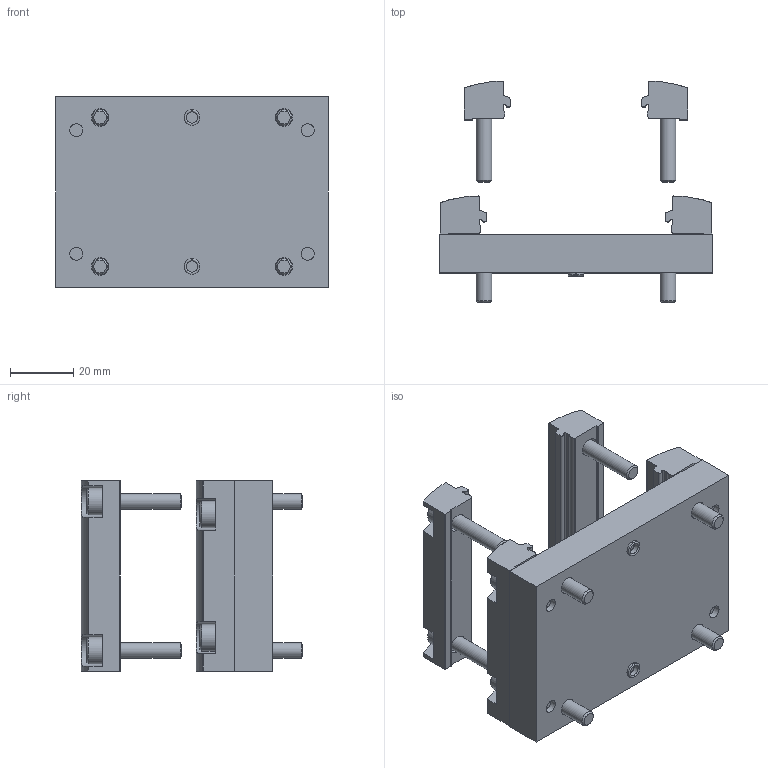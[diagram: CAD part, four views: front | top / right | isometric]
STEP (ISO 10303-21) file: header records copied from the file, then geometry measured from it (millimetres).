
FILE_DESCRIPTION(/* description */ ('STEP AP214'),/* implementation_level */ '2;1');
FILE_NAME(/* name */ '8066715_EHAA-D-L2-60-L2-60',/* time_stamp */ '2024-08-27T14:52:40+02:00',/* author */ ('License CC BY-ND 4.0'),/* organization */ ('CADENAS'),/* preprocessor_version */ 'ST-DEVELOPER v19.3',/* originating_system */ 'PARTsolutions',/* authorisation */ ' ');
FILE_SCHEMA (('AUTOMOTIVE_DESIGN {1 0 10303 214 3 1 1}'));
Length unit declared in the file: millimetre
Products named in the file (7): 8066715 EHAA-D-L2-60-L2-60; 5269119 EHAA-D-L2-60-L2-60---(p); 5066695 EHAA-D-L2-60-L2-60---(c); DIN-912 - M5x16(F); 4633288 EAHF-L2-45-P-D3---(c); DIN-912 - M5x25(F); 8146543 ZBH-5-B
Assembly tree (19 placements, depth 2):
  8066715 EHAA-D-L2-60-L2-60
    5269119 EHAA-D-L2-60-L2-60---(p)
    5066695 EHAA-D-L2-60-L2-60---(c)  x2
    DIN-912 - M5x16(F)  x8
    4633288 EAHF-L2-45-P-D3---(c)  x2
    DIN-912 - M5x25(F)  x4
    8146543 ZBH-5-B  x2
Bounding box: 86 x 69.8 x 60 mm (x, y, z)
Volume: 95111.9 mm3; surface area: 36995.6 mm2
Topology: 19 solids, 19 shells, 550 faces, 1238 edges, 736 vertices
Faces by surface type: plane 280, cone 136, cylinder 130, torus 4
Full cylindrical faces by diameter (mm): 4.134 x4, 5 x14, 5.5 x4, 8.5 x12, 10 x4
Entity records: 5445 total; most frequent: CARTESIAN_POINT 974, DIRECTION 946, ORIENTED_EDGE 804, EDGE_CURVE 402, AXIS2_PLACEMENT_3D 370, VERTEX_POINT 274, FACE_BOUND 240, EDGE_LOOP 238
